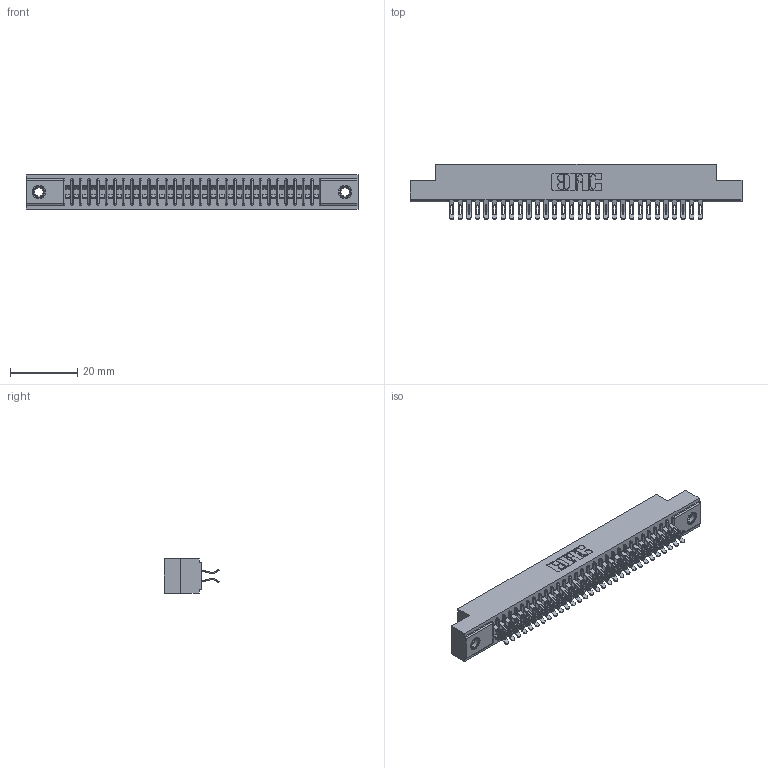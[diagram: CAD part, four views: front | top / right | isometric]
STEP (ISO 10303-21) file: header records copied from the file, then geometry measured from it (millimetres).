
FILE_DESCRIPTION (( 'STEP AP203' ), '1' );
FILE_NAME ('391-060-555-207.STEP', '2018-08-09T12:44:52', ( '' ), ( '' ), 'SwSTEP 2.0', 'SolidWorks 2016', '' );
FILE_SCHEMA (( 'CONFIG_CONTROL_DESIGN' ));
Length unit declared in the file: inch
Products named in the file (4): 341 Part_.156 (3.96) Dia Mounting Holes; 341-292-001_341-292-155; 345-250-001_345-250-005-103; 391-060-555-207
Assembly tree (63 placements, depth 2):
  391-060-555-207
    341 Part_.156 (3.96) Dia Mounting Holes
    341-292-001_341-292-155  x60
    345-250-001_345-250-005-103  x2
Bounding box: 98.42 x 16.31 x 10.16 mm (x, y, z)
Volume: 7320.3 mm3; surface area: 13140.6 mm2
Topology: 63 solids, 63 shells, 4856 faces, 14462 edges, 9410 vertices
Faces by surface type: plane 2620, cylinder 2100, sphere 62, torus 62, cone 12
Entity records: 39560 total; most frequent: CARTESIAN_POINT 6575, ORIENTED_EDGE 6516, DIRECTION 6390, EDGE_CURVE 3258, LINE 2600, VECTOR 2600, VERTEX_POINT 2064, AXIS2_PLACEMENT_3D 1895
